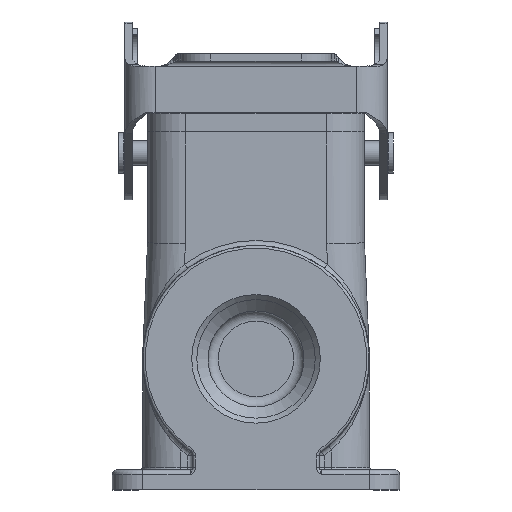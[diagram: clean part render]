
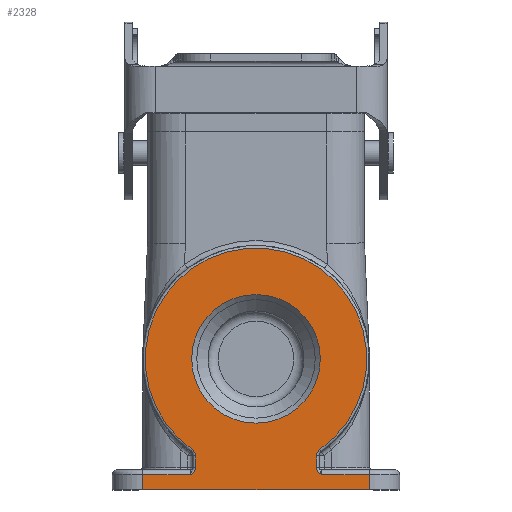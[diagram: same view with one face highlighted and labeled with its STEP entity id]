
A CAD part, left-side view. The second image highlights one B-rep face of the part: STEP entity #2328.
In plain terms, the highlighted planar face has unit normal (-1, 0, 0).
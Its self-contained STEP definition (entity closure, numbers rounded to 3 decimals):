
#1577=B_SPLINE_CURVE_WITH_KNOTS('',3,(#14031,#14032,#14033,#14034,#14035,
#14036,#14037,#14038,#14039,#14040,#14041,#14042,#14043,#14044,#14045,#14046,
#14047,#14048,#14049),.UNSPECIFIED.,.F.,.F.,(4,3,3,3,3,3,4),(0.,0.004,
0.104,0.205,0.569,0.789,
1.),.UNSPECIFIED.);
#1578=B_SPLINE_CURVE_WITH_KNOTS('',3,(#14061,#14062,#14063,#14064,#14065,
#14066,#14067,#14068,#14069,#14070,#14071,#14072,#14073,#14074,#14075,#14076,
#14077,#14078,#14079),.UNSPECIFIED.,.F.,.F.,(4,3,3,3,3,3,4),(0.,0.211,
0.431,0.795,0.896,0.996,
1.),.UNSPECIFIED.);
#2328=ADVANCED_FACE('',(#4150,#4151),#2884,.F.);
#2884=PLANE('',#10234);
#3179=LINE('',#14025,#3705);
#3180=LINE('',#14029,#3706);
#3181=LINE('',#14051,#3707);
#3182=LINE('',#14059,#3708);
#3183=LINE('',#14081,#3709);
#3184=LINE('',#14083,#3710);
#3185=LINE('',#14085,#3711);
#3705=VECTOR('',#11335,1.);
#3706=VECTOR('',#11340,1.);
#3707=VECTOR('',#11341,1.);
#3708=VECTOR('',#11348,1.);
#3709=VECTOR('',#11349,1.);
#3710=VECTOR('',#11350,1.);
#3711=VECTOR('',#11351,1.);
#4150=FACE_BOUND('',#4364,.T.);
#4151=FACE_BOUND('',#4365,.T.);
#4364=EDGE_LOOP('',(#5170,#5171,#5172,#5173,#5174,#5175,#5176,#5177,#5178,
#5179,#5180,#5181));
#4365=EDGE_LOOP('',(#5182));
#5170=ORIENTED_EDGE('',*,*,#8602,.T.);
#5171=ORIENTED_EDGE('',*,*,#8603,.T.);
#5172=ORIENTED_EDGE('',*,*,#8604,.T.);
#5173=ORIENTED_EDGE('',*,*,#8605,.T.);
#5174=ORIENTED_EDGE('',*,*,#8606,.T.);
#5175=ORIENTED_EDGE('',*,*,#8607,.T.);
#5176=ORIENTED_EDGE('',*,*,#8608,.T.);
#5177=ORIENTED_EDGE('',*,*,#8609,.T.);
#5178=ORIENTED_EDGE('',*,*,#8610,.T.);
#5179=ORIENTED_EDGE('',*,*,#8611,.F.);
#5180=ORIENTED_EDGE('',*,*,#8612,.T.);
#5181=ORIENTED_EDGE('',*,*,#8600,.F.);
#5182=ORIENTED_EDGE('',*,*,#8613,.T.);
#7752=VERTEX_POINT('',#14024);
#7753=VERTEX_POINT('',#14026);
#7754=VERTEX_POINT('',#14030);
#7755=VERTEX_POINT('',#14050);
#7756=VERTEX_POINT('',#14052);
#7757=VERTEX_POINT('',#14054);
#7758=VERTEX_POINT('',#14056);
#7759=VERTEX_POINT('',#14058);
#7760=VERTEX_POINT('',#14060);
#7761=VERTEX_POINT('',#14080);
#7762=VERTEX_POINT('',#14082);
#7763=VERTEX_POINT('',#14084);
#7764=VERTEX_POINT('',#14087);
#8600=EDGE_CURVE('',#7752,#7753,#3179,.T.);
#8602=EDGE_CURVE('',#7752,#7754,#3180,.T.);
#8603=EDGE_CURVE('',#7754,#7755,#1577,.T.);
#8604=EDGE_CURVE('',#7755,#7756,#3181,.T.);
#8605=EDGE_CURVE('',#7756,#7757,#9784,.T.);
#8606=EDGE_CURVE('',#7757,#7758,#9785,.T.);
#8607=EDGE_CURVE('',#7758,#7759,#9786,.T.);
#8608=EDGE_CURVE('',#7759,#7760,#3182,.T.);
#8609=EDGE_CURVE('',#7760,#7761,#1578,.T.);
#8610=EDGE_CURVE('',#7761,#7762,#3183,.T.);
#8611=EDGE_CURVE('',#7763,#7762,#3184,.T.);
#8612=EDGE_CURVE('',#7763,#7753,#3185,.T.);
#8613=EDGE_CURVE('',#7764,#7764,#9787,.T.);
#9784=CIRCLE('',#10230,1.5);
#9785=CIRCLE('',#10231,21.979);
#9786=CIRCLE('',#10232,1.5);
#9787=CIRCLE('',#10233,12.75);
#10230=AXIS2_PLACEMENT_3D('',#14053,#11342,#11343);
#10231=AXIS2_PLACEMENT_3D('',#14055,#11344,#11345);
#10232=AXIS2_PLACEMENT_3D('',#14057,#11346,#11347);
#10233=AXIS2_PLACEMENT_3D('',#14086,#11352,#11353);
#10234=AXIS2_PLACEMENT_3D('',#14088,#11354,#11355);
#11335=DIRECTION('',(0.,0.,-1.));
#11340=DIRECTION('',(0.,1.,0.));
#11341=DIRECTION('',(0.,0.,1.));
#11342=DIRECTION('',(1.,0.,0.));
#11343=DIRECTION('',(0.,0.,-1.));
#11344=DIRECTION('',(-1.,0.,0.));
#11345=DIRECTION('',(0.,0.,-1.));
#11346=DIRECTION('',(1.,0.,0.));
#11347=DIRECTION('',(0.,0.,-1.));
#11348=DIRECTION('',(0.,0.,-1.));
#11349=DIRECTION('',(0.,1.,0.));
#11350=DIRECTION('',(0.,0.,1.));
#11351=DIRECTION('',(0.,-1.,0.));
#11352=DIRECTION('',(1.,0.,0.));
#11353=DIRECTION('',(0.,0.,-1.));
#11354=DIRECTION('',(1.,0.,0.));
#11355=DIRECTION('',(0.,1.,0.));
#14024=CARTESIAN_POINT('',(-58.5,-22.5,6.));
#14025=CARTESIAN_POINT('',(-58.5,-22.5,6.));
#14026=CARTESIAN_POINT('',(-58.5,-22.5,3.));
#14029=CARTESIAN_POINT('',(-58.5,-12.5,6.));
#14030=CARTESIAN_POINT('',(-58.5,-13.,6.));
#14031=CARTESIAN_POINT('',(-58.5,-13.,6.));
#14032=CARTESIAN_POINT('',(-58.5,-12.998,6.001));
#14033=CARTESIAN_POINT('',(-58.5,-12.997,6.002));
#14034=CARTESIAN_POINT('',(-58.5,-12.995,6.004));
#14035=CARTESIAN_POINT('',(-58.5,-12.945,6.039));
#14036=CARTESIAN_POINT('',(-58.5,-12.895,6.074));
#14037=CARTESIAN_POINT('',(-58.5,-12.846,6.11));
#14038=CARTESIAN_POINT('',(-58.5,-12.797,6.145));
#14039=CARTESIAN_POINT('',(-58.5,-12.748,6.182));
#14040=CARTESIAN_POINT('',(-58.5,-12.7,6.219));
#14041=CARTESIAN_POINT('',(-58.5,-12.529,6.354));
#14042=CARTESIAN_POINT('',(-58.5,-12.366,6.506));
#14043=CARTESIAN_POINT('',(-58.5,-12.242,6.685));
#14044=CARTESIAN_POINT('',(-58.5,-12.166,6.794));
#14045=CARTESIAN_POINT('',(-58.5,-12.104,6.914));
#14046=CARTESIAN_POINT('',(-58.5,-12.062,7.039));
#14047=CARTESIAN_POINT('',(-58.5,-12.022,7.159));
#14048=CARTESIAN_POINT('',(-58.5,-12.,7.288));
#14049=CARTESIAN_POINT('',(-58.5,-12.,7.414));
#14050=CARTESIAN_POINT('',(-58.5,-12.,7.414));
#14051=CARTESIAN_POINT('',(-58.5,-12.,9.791));
#14052=CARTESIAN_POINT('',(-58.5,-12.,9.791));
#14053=CARTESIAN_POINT('',(-58.5,-13.5,9.791));
#14054=CARTESIAN_POINT('',(-58.5,-12.638,11.018));
#14055=CARTESIAN_POINT('',(-58.5,0.,29.));
#14056=CARTESIAN_POINT('',(-58.5,12.638,11.018));
#14057=CARTESIAN_POINT('',(-58.5,13.5,9.791));
#14058=CARTESIAN_POINT('',(-58.5,12.,9.791));
#14059=CARTESIAN_POINT('',(-58.5,12.,2.8));
#14060=CARTESIAN_POINT('',(-58.5,12.,7.414));
#14061=CARTESIAN_POINT('',(-58.5,12.,7.414));
#14062=CARTESIAN_POINT('',(-58.5,12.,7.288));
#14063=CARTESIAN_POINT('',(-58.5,12.022,7.159));
#14064=CARTESIAN_POINT('',(-58.5,12.062,7.039));
#14065=CARTESIAN_POINT('',(-58.5,12.104,6.914));
#14066=CARTESIAN_POINT('',(-58.5,12.166,6.794));
#14067=CARTESIAN_POINT('',(-58.5,12.242,6.685));
#14068=CARTESIAN_POINT('',(-58.5,12.366,6.506));
#14069=CARTESIAN_POINT('',(-58.5,12.529,6.354));
#14070=CARTESIAN_POINT('',(-58.5,12.7,6.219));
#14071=CARTESIAN_POINT('',(-58.5,12.748,6.182));
#14072=CARTESIAN_POINT('',(-58.5,12.797,6.145));
#14073=CARTESIAN_POINT('',(-58.5,12.846,6.11));
#14074=CARTESIAN_POINT('',(-58.5,12.895,6.074));
#14075=CARTESIAN_POINT('',(-58.5,12.945,6.039));
#14076=CARTESIAN_POINT('',(-58.5,12.995,6.004));
#14077=CARTESIAN_POINT('',(-58.5,12.997,6.002));
#14078=CARTESIAN_POINT('',(-58.5,12.998,6.001));
#14079=CARTESIAN_POINT('',(-58.5,13.,6.));
#14080=CARTESIAN_POINT('',(-58.5,13.,6.));
#14081=CARTESIAN_POINT('',(-58.5,-22.7,6.));
#14082=CARTESIAN_POINT('',(-58.5,22.5,6.));
#14083=CARTESIAN_POINT('',(-58.5,22.5,3.));
#14084=CARTESIAN_POINT('',(-58.5,22.5,3.));
#14085=CARTESIAN_POINT('',(-58.5,22.5,3.));
#14086=CARTESIAN_POINT('',(-58.5,0.,29.));
#14087=CARTESIAN_POINT('',(-58.5,0.,16.25));
#14088=CARTESIAN_POINT('',(-58.5,-22.7,2.8));
